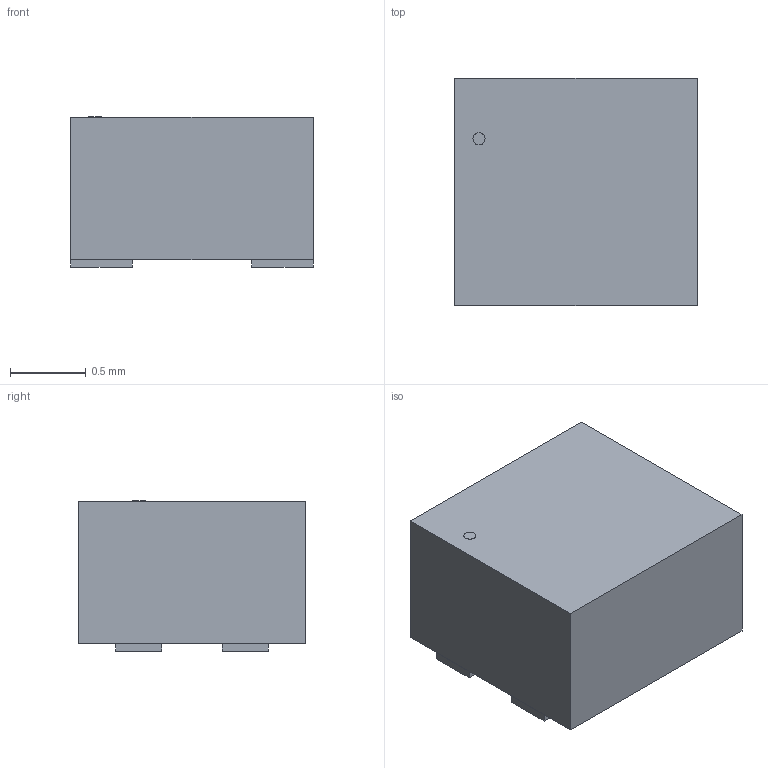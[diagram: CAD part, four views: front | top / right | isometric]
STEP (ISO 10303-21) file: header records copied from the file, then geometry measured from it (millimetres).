
FILE_DESCRIPTION(('CAx-IF Rec.Pracs.---Model Styling and Organization---1.5---2016-08-15','CAx-IF Rec.Pracs.---Geometric and Assembly Validation Properties---4.4---2016-08-17','CAx-IF Rec.Pracs.---User Defined Attributes---1.5---2016-08-15','CAx-IF Rec.Pracs.---External References---2.1---2005-01-19'),'2;1');
FILE_NAME('15285632.step','2024-10-27T17:20:54',('Unspecified'),('Unspecified'),'CAD Exchanger 3.10.2 (cadexchanger.com)','Unspecified','');
FILE_SCHEMA(('AUTOMOTIVE_DESIGN { 1 0 10303 214 1 1 1 1 }'));
Length unit declared in the file: millimetre
Products named in the file (1): ASCB-JTC2-0A308
Bounding box: 1.6 x 1.5 x 0.99 mm (x, y, z)
Surface area: 11.9 mm2 (no closed solid volume)
Topology: 0 solids, 6 shells, 32 faces, 66 edges, 44 vertices
Faces by surface type: plane 30, cylinder 2
Entity records: 838 total; most frequent: CARTESIAN_POINT 143, DIRECTION 136, ORIENTED_EDGE 128, EDGE_CURVE 66, LINE 62, VECTOR 62, VERTEX_POINT 44, AXIS2_PLACEMENT_3D 37
